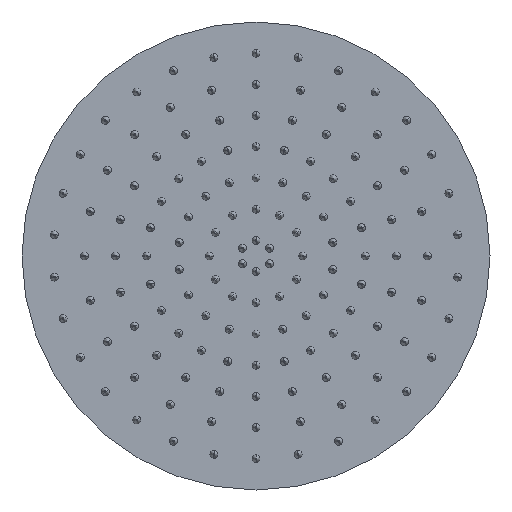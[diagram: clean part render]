
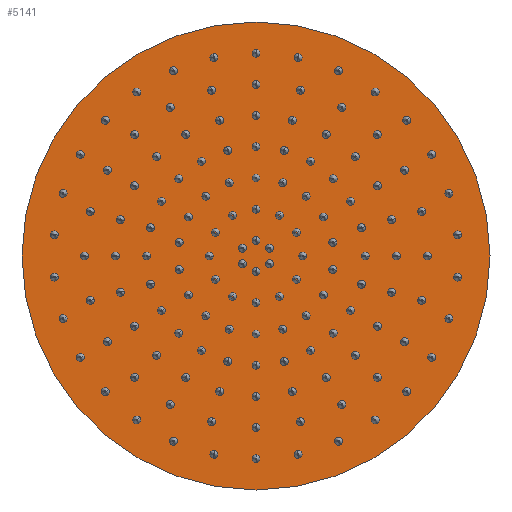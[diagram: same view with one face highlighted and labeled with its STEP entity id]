
A CAD part, front view. The second image highlights one B-rep face of the part: STEP entity #5141.
In plain terms, the highlighted planar face has unit normal (0, -1, 0).
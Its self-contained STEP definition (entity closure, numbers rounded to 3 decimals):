
#16=CARTESIAN_POINT('',(0.,0.,0.));
#17=DIRECTION('',(0.,1.,0.));
#18=DIRECTION('',(1.,0.,0.));
#19=AXIS2_PLACEMENT_3D('',#16,#17,#18);
#21=CARTESIAN_POINT('',(0.,0.,0.));
#22=DIRECTION('',(0.,1.,0.));
#23=DIRECTION('',(-1.,0.,0.));
#24=AXIS2_PLACEMENT_3D('',#21,#22,#23);
#3994=CARTESIAN_POINT('',(150.,0.,0.));
#3995=CARTESIAN_POINT('',(-150.,0.,0.));
#3996=VERTEX_POINT('',#3994);
#3997=VERTEX_POINT('',#3995);
#5130=CARTESIAN_POINT('',(0.,0.,0.));
#5131=DIRECTION('',(0.,1.,0.));
#5132=DIRECTION('',(1.,0.,0.));
#5133=AXIS2_PLACEMENT_3D('',#5130,#5131,#5132);
#5134=PLANE('',#5133);
#5136=ORIENTED_EDGE('',*,*,#5135,.T.);
#5138=ORIENTED_EDGE('',*,*,#5137,.T.);
#5139=EDGE_LOOP('',(#5136,#5138));
#5140=FACE_OUTER_BOUND('',#5139,.F.);
#5141=ADVANCED_FACE('',(#5140),#5134,.F.);
#20=CIRCLE('',#19,150.);
#25=CIRCLE('',#24,150.);
#5135=EDGE_CURVE('',#3996,#3997,#20,.T.);
#5137=EDGE_CURVE('',#3997,#3996,#25,.T.);
